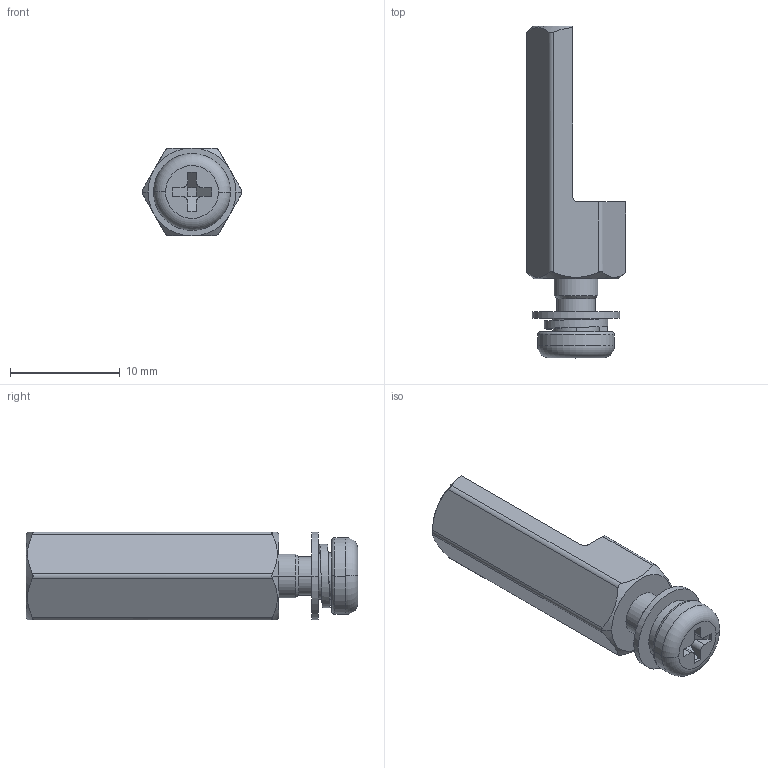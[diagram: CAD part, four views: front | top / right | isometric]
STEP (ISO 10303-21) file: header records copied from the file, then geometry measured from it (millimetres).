
FILE_DESCRIPTION((''),'2;1');
FILE_NAME('2970000004987_01-CODE-HP_T__X2_','2023-10-07T',('13843'),(''),'PRO/ENGINEER BY PARAMETRIC TECHNOLOGY CORPORATION, 2012480','PRO/ENGINEER BY PARAMETRIC TECHNOLOGY CORPORATION, 2012480','');
FILE_SCHEMA(('CONFIG_CONTROL_DESIGN'));
Length unit declared in the file: millimetre
Products named in the file (1): 2970000004987_01-CODE-HP_T__X2_
Bounding box: 9.08 x 30.2 x 8 mm (x, y, z)
Volume: 959.6 mm3; surface area: 906.2 mm2
Topology: 1 solids, 1 shells, 67 faces, 180 edges, 120 vertices
Faces by surface type: plane 33, cylinder 23, torus 4, sphere 3, cone 2, bspline 2
Entity records: 3090 total; most frequent: CARTESIAN_POINT 800, ORIENTED_EDGE 360, DIRECTION 345, PRESENTATION_STYLE_ASSIGNMENT 181, STYLED_ITEM 181, CURVE_STYLE 180, EDGE_CURVE 180, AXIS2_PLACEMENT_3D 128
